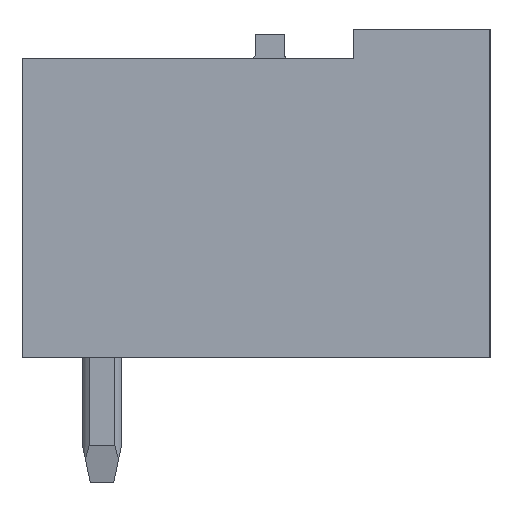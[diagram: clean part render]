
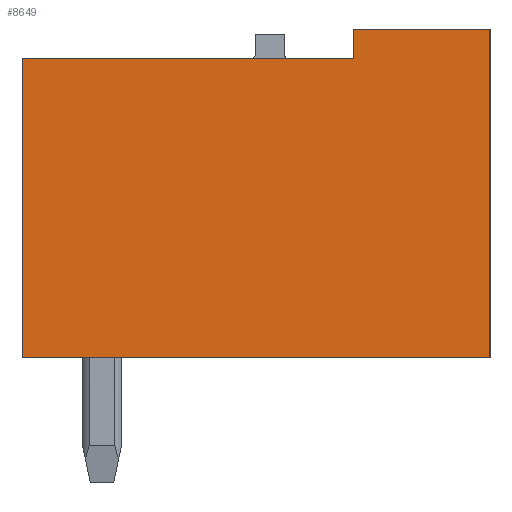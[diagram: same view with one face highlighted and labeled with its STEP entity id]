
A CAD part, left-side view. The second image highlights one B-rep face of the part: STEP entity #8649.
In plain terms, the highlighted planar face has unit normal (-1, 0, 0).
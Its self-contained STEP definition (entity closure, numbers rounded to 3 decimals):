
#8639=AXIS2_PLACEMENT_3D('Plane Axis2P3D',#8636,#8637,#8638) ;
#269=CARTESIAN_POINT('Vertex',(0.,3.5,11.63)) ;
#272=CARTESIAN_POINT('Line Origine',(0.,1.75,11.63)) ;
#276=CARTESIAN_POINT('Vertex',(0.,0.,11.63)) ;
#751=CARTESIAN_POINT('Vertex',(0.,12.,10.88)) ;
#754=CARTESIAN_POINT('Line Origine',(0.,7.75,10.88)) ;
#758=CARTESIAN_POINT('Vertex',(0.,3.5,10.88)) ;
#1131=CARTESIAN_POINT('Vertex',(0.,12.,3.2)) ;
#1134=CARTESIAN_POINT('Line Origine',(0.,12.,7.04)) ;
#1198=CARTESIAN_POINT('Vertex',(0.,0.,3.2)) ;
#1201=CARTESIAN_POINT('Line Origine',(0.,6.,3.2)) ;
#4206=CARTESIAN_POINT('Line Origine',(0.,0.,7.415)) ;
#7978=CARTESIAN_POINT('Line Origine',(0.,3.5,11.255)) ;
#8636=CARTESIAN_POINT('Axis2P3D Location',(0.,0.,0.)) ;
#273=DIRECTION('Vector Direction',(0.,-1.,0.)) ;
#755=DIRECTION('Vector Direction',(0.,1.,0.)) ;
#1135=DIRECTION('Vector Direction',(0.,0.,1.)) ;
#1202=DIRECTION('Vector Direction',(0.,1.,0.)) ;
#4207=DIRECTION('Vector Direction',(0.,0.,-1.)) ;
#7979=DIRECTION('Vector Direction',(0.,0.,1.)) ;
#8637=DIRECTION('Axis2P3D Direction',(-1.,0.,0.)) ;
#8638=DIRECTION('Axis2P3D XDirection',(0.,-1.,0.)) ;
#274=VECTOR('Line Direction',#273,1.) ;
#756=VECTOR('Line Direction',#755,1.) ;
#1136=VECTOR('Line Direction',#1135,1.) ;
#1203=VECTOR('Line Direction',#1202,1.) ;
#4208=VECTOR('Line Direction',#4207,1.) ;
#7980=VECTOR('Line Direction',#7979,1.) ;
#8642=ORIENTED_EDGE('',*,*,#4210,.T.) ;
#8643=ORIENTED_EDGE('',*,*,#278,.T.) ;
#8644=ORIENTED_EDGE('',*,*,#7982,.T.) ;
#8645=ORIENTED_EDGE('',*,*,#760,.T.) ;
#8646=ORIENTED_EDGE('',*,*,#1138,.T.) ;
#8647=ORIENTED_EDGE('',*,*,#1205,.T.) ;
#8649=ADVANCED_FACE('Housing',(#8648),#8640,.T.) ;
#278=EDGE_CURVE('',#277,#270,#275,.F.) ;
#760=EDGE_CURVE('',#759,#752,#757,.T.) ;
#1138=EDGE_CURVE('',#752,#1132,#1137,.F.) ;
#1205=EDGE_CURVE('',#1132,#1199,#1204,.F.) ;
#4210=EDGE_CURVE('',#1199,#277,#4209,.F.) ;
#7982=EDGE_CURVE('',#270,#759,#7981,.F.) ;
#8641=EDGE_LOOP('',(#8642,#8643,#8644,#8645,#8646,#8647)) ;
#8648=FACE_OUTER_BOUND('',#8641,.T.) ;
#275=LINE('Line',#272,#274) ;
#757=LINE('Line',#754,#756) ;
#1137=LINE('Line',#1134,#1136) ;
#1204=LINE('Line',#1201,#1203) ;
#4209=LINE('Line',#4206,#4208) ;
#7981=LINE('Line',#7978,#7980) ;
#8640=PLANE('',#8639) ;
#270=VERTEX_POINT('',#269) ;
#277=VERTEX_POINT('',#276) ;
#752=VERTEX_POINT('',#751) ;
#759=VERTEX_POINT('',#758) ;
#1132=VERTEX_POINT('',#1131) ;
#1199=VERTEX_POINT('',#1198) ;
